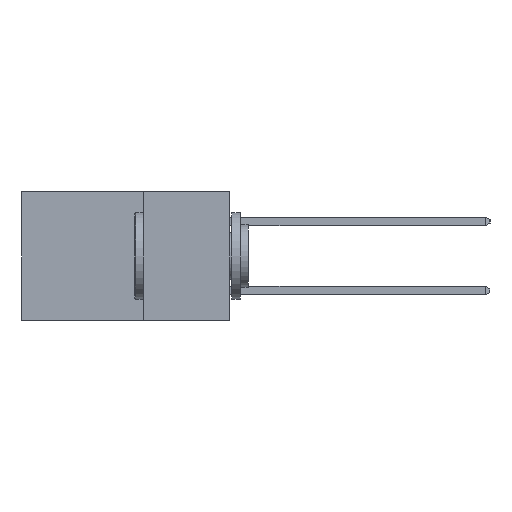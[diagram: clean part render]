
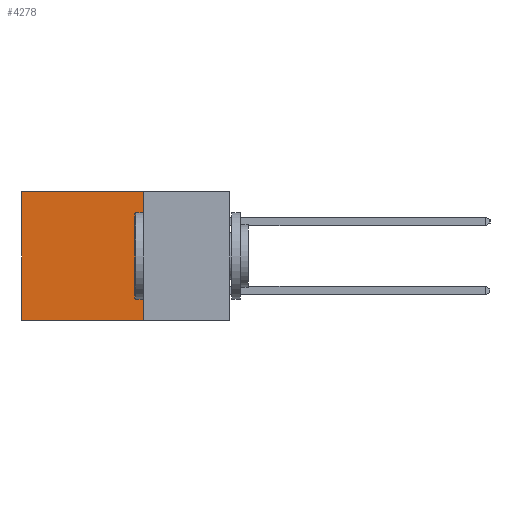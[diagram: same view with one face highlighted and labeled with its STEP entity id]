
A CAD part, left-side view. The second image highlights one B-rep face of the part: STEP entity #4278.
In plain terms, the highlighted planar face has unit normal (-1, 0, 0).
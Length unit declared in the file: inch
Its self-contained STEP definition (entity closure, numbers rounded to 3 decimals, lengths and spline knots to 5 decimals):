
#764 = EDGE_CURVE ( 'NONE', #18964, #10277, #17978, .T. ) ;
#1245 = DIRECTION ( 'NONE',  ( 0., 0., -1. ) ) ;
#1527 = LINE ( 'NONE', #12240, #6531 ) ;
#1694 = DIRECTION ( 'NONE',  ( 0., 1., 0. ) ) ;
#2485 = EDGE_LOOP ( 'NONE', ( #13425, #17363, #5424, #19592 ) ) ;
#3935 = DIRECTION ( 'NONE',  ( 0., 0., -1. ) ) ;
#4278 = ADVANCED_FACE ( 'NONE', ( #16488 ), #20291, .F. ) ;
#5424 = ORIENTED_EDGE ( 'NONE', *, *, #8427, .F. ) ;
#6393 = VECTOR ( 'NONE', #24231, 39.37008 ) ;
#6531 = VECTOR ( 'NONE', #1694, 39.37008 ) ;
#6695 = VECTOR ( 'NONE', #3935, 39.37008 ) ;
#7235 = CARTESIAN_POINT ( 'NONE',  ( 0.2615, 0.25, -0.37 ) ) ;
#8427 = EDGE_CURVE ( 'NONE', #9928, #23994, #14114, .T. ) ;
#9928 = VERTEX_POINT ( 'NONE', #25366 ) ;
#10261 = EDGE_CURVE ( 'NONE', #23994, #10277, #23299, .T. ) ;
#10277 = VERTEX_POINT ( 'NONE', #11468 ) ;
#10916 = CARTESIAN_POINT ( 'NONE',  ( 0.2615, 0.6, -0.37 ) ) ;
#11468 = CARTESIAN_POINT ( 'NONE',  ( 0.2615, 0.6, -0.37 ) ) ;
#12240 = CARTESIAN_POINT ( 'NONE',  ( 0.2615, 0.25, 0. ) ) ;
#13425 = ORIENTED_EDGE ( 'NONE', *, *, #764, .T. ) ;
#13974 = DIRECTION ( 'NONE',  ( 1., 0., 0. ) ) ;
#14114 = LINE ( 'NONE', #22608, #24782 ) ;
#15239 = CARTESIAN_POINT ( 'NONE',  ( 0.2615, 0.6, 0. ) ) ;
#16127 = CARTESIAN_POINT ( 'NONE',  ( 0.2615, 0.25, -0.37 ) ) ;
#16488 = FACE_OUTER_BOUND ( 'NONE', #2485, .T. ) ;
#17363 = ORIENTED_EDGE ( 'NONE', *, *, #10261, .F. ) ;
#17978 = LINE ( 'NONE', #10916, #6695 ) ;
#18964 = VERTEX_POINT ( 'NONE', #15239 ) ;
#19592 = ORIENTED_EDGE ( 'NONE', *, *, #24864, .T. ) ;
#20291 = PLANE ( 'NONE',  #26179 ) ;
#22608 = CARTESIAN_POINT ( 'NONE',  ( 0.2615, 0.25, -0.37 ) ) ;
#23299 = LINE ( 'NONE', #7235, #6393 ) ;
#23994 = VERTEX_POINT ( 'NONE', #16127 ) ;
#24231 = DIRECTION ( 'NONE',  ( 0., 1., 0. ) ) ;
#24782 = VECTOR ( 'NONE', #24791, 39.37008 ) ;
#24791 = DIRECTION ( 'NONE',  ( 0., 0., -1. ) ) ;
#24864 = EDGE_CURVE ( 'NONE', #9928, #18964, #1527, .T. ) ;
#25366 = CARTESIAN_POINT ( 'NONE',  ( 0.2615, 0.25, 0. ) ) ;
#26179 = AXIS2_PLACEMENT_3D ( 'NONE', #26708, #13974, #1245 ) ;
#26708 = CARTESIAN_POINT ( 'NONE',  ( 0.2615, 0.25, -0.37 ) ) ;
